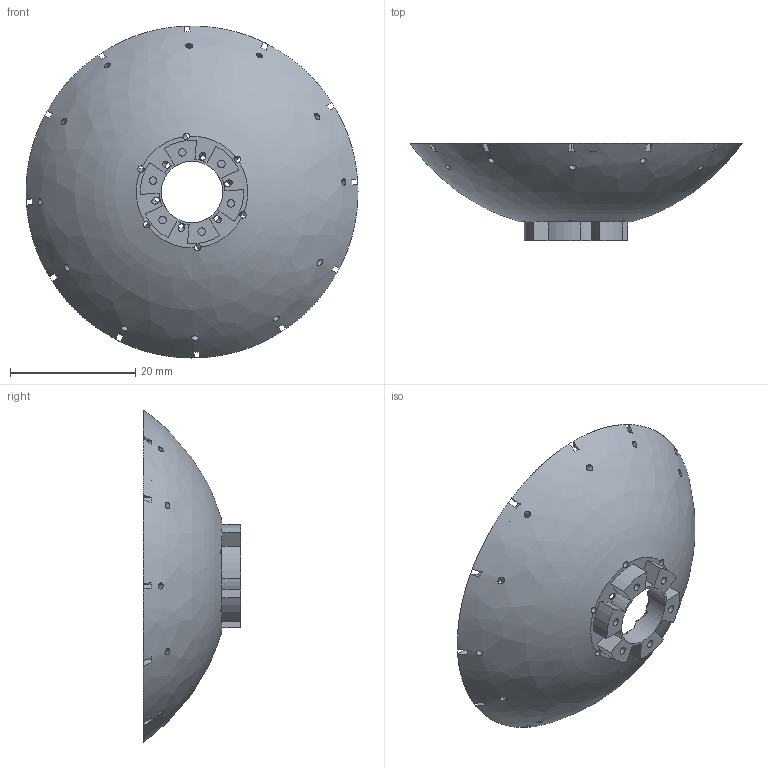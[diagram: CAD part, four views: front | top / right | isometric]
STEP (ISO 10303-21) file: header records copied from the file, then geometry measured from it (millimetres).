
FILE_DESCRIPTION(/* description */ (''),/* implementation_level */ '2;1');
FILE_NAME(/* name */ 'SORCERER_v2_basic_structure v34.step',/* time_stamp */ '2021-05-26T11:56:13+02:00',/* author */ (''),/* organization */ (''),/* preprocessor_version */ 'ST-DEVELOPER v18.1',/* originating_system */ 'Autodesk Translation Framework v9.7.0.1280',/* authorisation */ '');
FILE_SCHEMA (('AUTOMOTIVE_DESIGN { 1 0 10303 214 3 1 1 }'));
Length unit declared in the file: millimetre
Products named in the file (1): SORCERER_v2_basic_structure
Bounding box: 52.94 x 15.5 x 52.94 mm (x, y, z)
Volume: 6383.5 mm3; surface area: 6937.5 mm2
Topology: 1 solids, 1 shells, 539 faces, 1667 edges, 1108 vertices
Faces by surface type: plane 411, cylinder 115, cone 12, bspline 1
Full cylindrical faces by diameter (mm): 1 x18, 1.18 x6, 9.819 x1
Entity records: 19324 total; most frequent: CARTESIAN_POINT 4415, ORIENTED_EDGE 3318, DIRECTION 2905, EDGE_CURVE 1659, LINE 1183, VECTOR 1183, VERTEX_POINT 1104, AXIS2_PLACEMENT_3D 861
